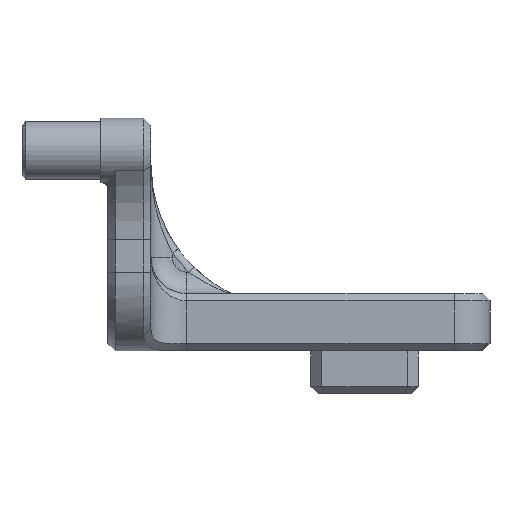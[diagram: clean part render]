
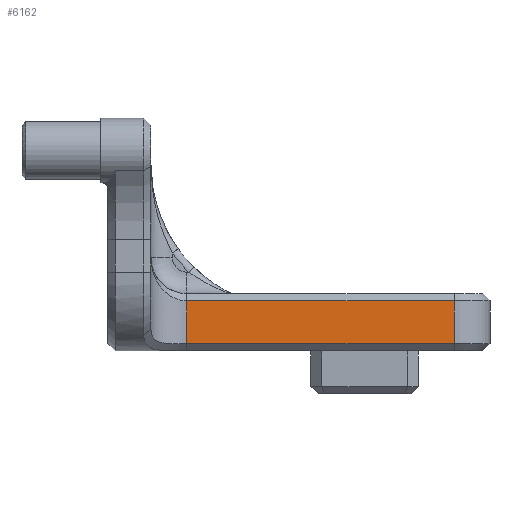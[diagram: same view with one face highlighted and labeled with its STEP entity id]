
A CAD part, left-side view. The second image highlights one B-rep face of the part: STEP entity #6162.
In plain terms, the highlighted planar face has unit normal (-1, 0, 0).
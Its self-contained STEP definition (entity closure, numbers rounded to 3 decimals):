
#31 = DIRECTION ( 'NONE',  ( 0., 1., 0. ) ) ;
#34 = VECTOR ( 'NONE', #4176, 1000. ) ;
#215 = VECTOR ( 'NONE', #5908, 1000. ) ;
#261 = AXIS2_PLACEMENT_3D ( 'NONE', #500, #600, #31 ) ;
#375 = EDGE_CURVE ( 'NONE', #1186, #5882, #1718, .T. ) ;
#500 = CARTESIAN_POINT ( 'NONE',  ( 10., 17.5, 8. ) ) ;
#563 = PLANE ( 'NONE',  #261 ) ;
#600 = DIRECTION ( 'NONE',  ( 1., 0., 0. ) ) ;
#642 = VERTEX_POINT ( 'NONE', #4393 ) ;
#940 = DIRECTION ( 'NONE',  ( 0., 1., 0. ) ) ;
#956 = LINE ( 'NONE', #3885, #215 ) ;
#1186 = VERTEX_POINT ( 'NONE', #3330 ) ;
#1208 = CARTESIAN_POINT ( 'NONE',  ( 10., -12.5, 1. ) ) ;
#1354 = VECTOR ( 'NONE', #2295, 1000. ) ;
#1718 = LINE ( 'NONE', #1908, #5310 ) ;
#1908 = CARTESIAN_POINT ( 'NONE',  ( 10., 17.5, 7. ) ) ;
#2140 = ORIENTED_EDGE ( 'NONE', *, *, #4983, .T. ) ;
#2295 = DIRECTION ( 'NONE',  ( 0., 0., 1. ) ) ;
#2877 = EDGE_CURVE ( 'NONE', #642, #6302, #5218, .T. ) ;
#3000 = ORIENTED_EDGE ( 'NONE', *, *, #6350, .T. ) ;
#3301 = CARTESIAN_POINT ( 'NONE',  ( 10., -12.5, 8. ) ) ;
#3330 = CARTESIAN_POINT ( 'NONE',  ( 10., -12.5, 7. ) ) ;
#3540 = CARTESIAN_POINT ( 'NONE',  ( 10., 24.85, 7. ) ) ;
#3885 = CARTESIAN_POINT ( 'NONE',  ( 10., 24.85, 8. ) ) ;
#4176 = DIRECTION ( 'NONE',  ( 0., -1., 0. ) ) ;
#4212 = LINE ( 'NONE', #3301, #1354 ) ;
#4284 = CARTESIAN_POINT ( 'NONE',  ( 10., -12.5, 1. ) ) ;
#4393 = CARTESIAN_POINT ( 'NONE',  ( 10., 24.85, 1. ) ) ;
#4983 = EDGE_CURVE ( 'NONE', #5882, #642, #956, .T. ) ;
#5218 = LINE ( 'NONE', #1208, #34 ) ;
#5276 = ORIENTED_EDGE ( 'NONE', *, *, #375, .T. ) ;
#5310 = VECTOR ( 'NONE', #940, 1000. ) ;
#5877 = ORIENTED_EDGE ( 'NONE', *, *, #2877, .T. ) ;
#5882 = VERTEX_POINT ( 'NONE', #3540 ) ;
#5908 = DIRECTION ( 'NONE',  ( 0., 0., -1. ) ) ;
#5984 = EDGE_LOOP ( 'NONE', ( #2140, #5877, #3000, #5276 ) ) ;
#6138 = FACE_OUTER_BOUND ( 'NONE', #5984, .T. ) ;
#6162 = ADVANCED_FACE ( 'NONE', ( #6138 ), #563, .F. ) ;
#6302 = VERTEX_POINT ( 'NONE', #4284 ) ;
#6350 = EDGE_CURVE ( 'NONE', #6302, #1186, #4212, .T. ) ;
